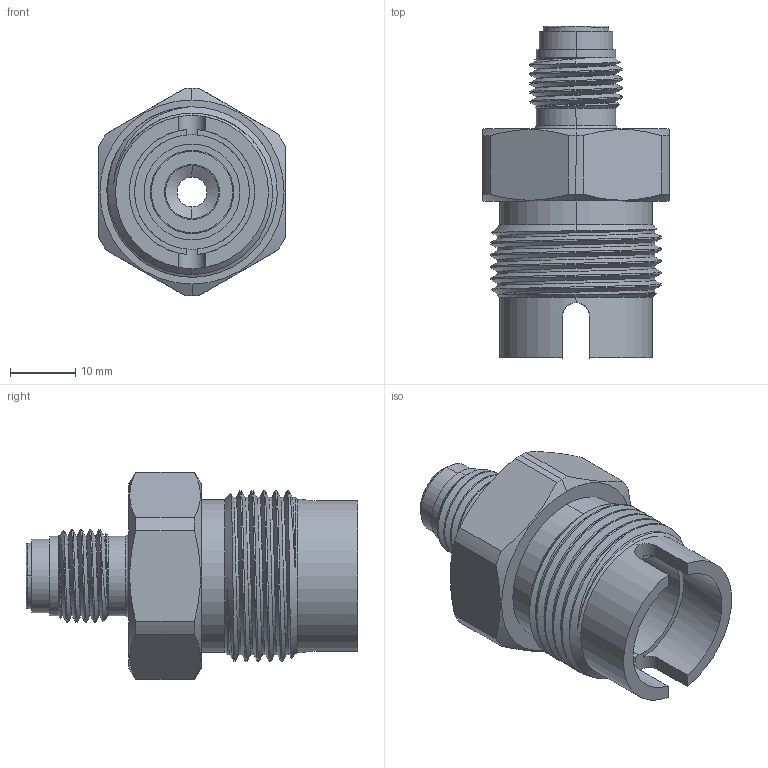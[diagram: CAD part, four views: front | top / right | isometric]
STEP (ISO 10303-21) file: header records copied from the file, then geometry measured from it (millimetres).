
FILE_DESCRIPTION (( 'STEP AP203' ), '1' );
FILE_NAME ('AD-638SS-4MFS.STEP', '2025-08-06T15:13:26', ( '' ), ( '' ), 'SwSTEP 2.0', 'SolidWorks 2018', '' );
FILE_SCHEMA (( 'CONFIG_CONTROL_DESIGN' ));
Length unit declared in the file: inch
Products named in the file (1): AD-638SS-4MFS
Bounding box: 28.57 x 50.81 x 31.75 mm (x, y, z)
Volume: 15442 mm3; surface area: 6984.7 mm2
Topology: 1 solids, 1 shells, 206 faces, 537 edges, 351 vertices
Faces by surface type: bspline 69, plane 58, cylinder 55, cone 18, torus 6
Entity records: 13642 total; most frequent: CARTESIAN_POINT 9096, ORIENTED_EDGE 1074, DIRECTION 690, EDGE_CURVE 537, VERTEX_POINT 351, AXIS2_PLACEMENT_3D 231, VECTOR 228, LINE 228
